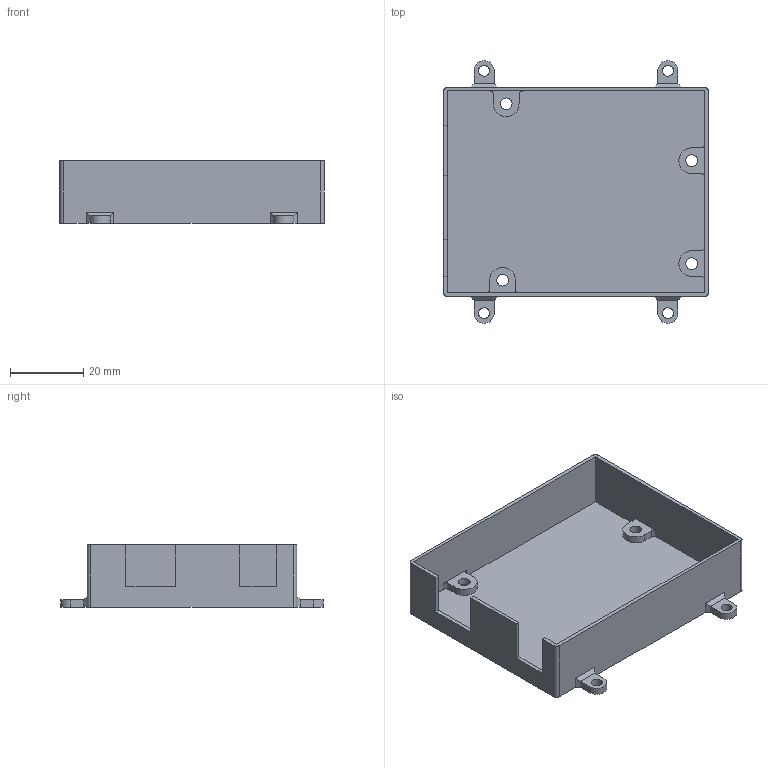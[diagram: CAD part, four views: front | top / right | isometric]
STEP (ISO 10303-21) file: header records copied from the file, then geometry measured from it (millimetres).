
FILE_DESCRIPTION(('STEP AP242'), '1');
FILE_NAME('arduino_body', '', ('UNSPECIFIED'), ('UNSPECIFIED'), 'C3D Converter', 'C3D Toolkit', '');
FILE_SCHEMA(('AP242_MANAGED_MODEL_BASED_3D_ENGINEERING_MIM_LF { 1 0 10303 442 1 1 4 }'));
Length unit declared in the file: millimetre
Bounding box: 72 x 71.53 x 17 mm (x, y, z)
Volume: 12051.6 mm3; surface area: 16476.9 mm2
Topology: 1 solids, 1 shells, 110 faces, 304 edges, 200 vertices
Faces by surface type: plane 82, cylinder 28
Full cylindrical faces by diameter (mm): 3 x4, 3.2 x4
Entity records: 3512 total; most frequent: CARTESIAN_POINT 607, ORIENTED_EDGE 592, DIRECTION 574, EDGE_CURVE 296, LINE 240, VECTOR 240, VERTEX_POINT 200, AXIS2_PLACEMENT_3D 167
